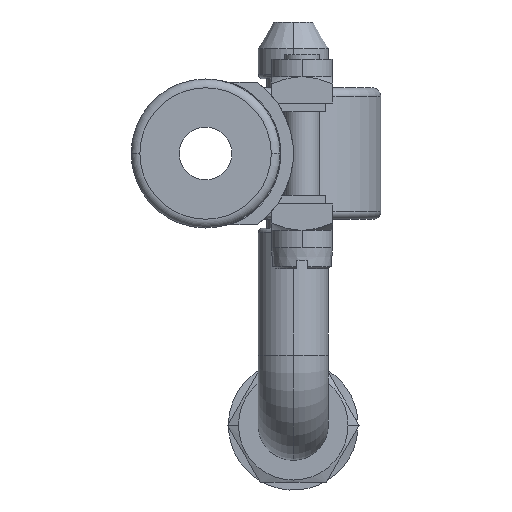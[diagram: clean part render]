
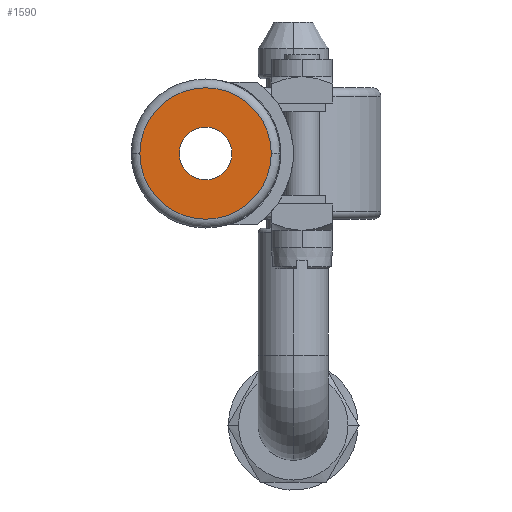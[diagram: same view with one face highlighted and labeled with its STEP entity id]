
A CAD part, front view. The second image highlights one B-rep face of the part: STEP entity #1590.
In plain terms, the highlighted planar face has unit normal (0, -1, 0).
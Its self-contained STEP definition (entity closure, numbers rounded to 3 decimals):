
#15=CARTESIAN_POINT('',(0.,-25.,0.));
#16=DIRECTION('',(0.,1.,0.));
#17=DIRECTION('',(-1.,0.,0.));
#18=AXIS2_PLACEMENT_3D('',#15,#16,#17);
#46=CARTESIAN_POINT('',(0.,-25.,0.));
#47=DIRECTION('',(0.,-1.,0.));
#48=DIRECTION('',(-1.,0.,0.));
#49=AXIS2_PLACEMENT_3D('',#46,#47,#48);
#76=CARTESIAN_POINT('',(0.,-25.,0.));
#77=DIRECTION('',(0.,-1.,0.));
#78=DIRECTION('',(-1.,0.,0.));
#79=AXIS2_PLACEMENT_3D('',#76,#77,#78);
#84=CARTESIAN_POINT('',(0.,-25.,0.));
#85=DIRECTION('',(0.,1.,0.));
#86=DIRECTION('',(-1.,0.,0.));
#87=AXIS2_PLACEMENT_3D('',#84,#85,#86);
#1388=CARTESIAN_POINT('',(-3.,-25.,0.));
#1390=VERTEX_POINT('',#1388);
#1392=CARTESIAN_POINT('',(3.,-25.,0.));
#1393=VERTEX_POINT('',#1392);
#1400=CARTESIAN_POINT('',(-7.5,-25.,0.));
#1401=CARTESIAN_POINT('',(7.5,-25.,0.));
#1402=VERTEX_POINT('',#1400);
#1403=VERTEX_POINT('',#1401);
#1575=CARTESIAN_POINT('',(0.,-25.,0.));
#1576=DIRECTION('',(0.,1.,0.));
#1577=DIRECTION('',(1.,0.,0.));
#1578=AXIS2_PLACEMENT_3D('',#1575,#1576,#1577);
#1579=PLANE('',#1578);
#1581=ORIENTED_EDGE('',*,*,#1580,.F.);
#1583=ORIENTED_EDGE('',*,*,#1582,.T.);
#1584=EDGE_LOOP('',(#1581,#1583));
#1585=FACE_OUTER_BOUND('',#1584,.F.);
#1586=ORIENTED_EDGE('',*,*,#1552,.F.);
#1587=ORIENTED_EDGE('',*,*,#1565,.T.);
#1588=EDGE_LOOP('',(#1586,#1587));
#1589=FACE_BOUND('',#1588,.F.);
#1590=ADVANCED_FACE('',(#1585,#1589),#1579,.F.);
#19=CIRCLE('',#18,3.);
#50=CIRCLE('',#49,3.);
#80=CIRCLE('',#79,7.5);
#88=CIRCLE('',#87,7.5);
#1552=EDGE_CURVE('',#1390,#1393,#19,.T.);
#1565=EDGE_CURVE('',#1390,#1393,#50,.T.);
#1580=EDGE_CURVE('',#1402,#1403,#80,.T.);
#1582=EDGE_CURVE('',#1402,#1403,#88,.T.);
